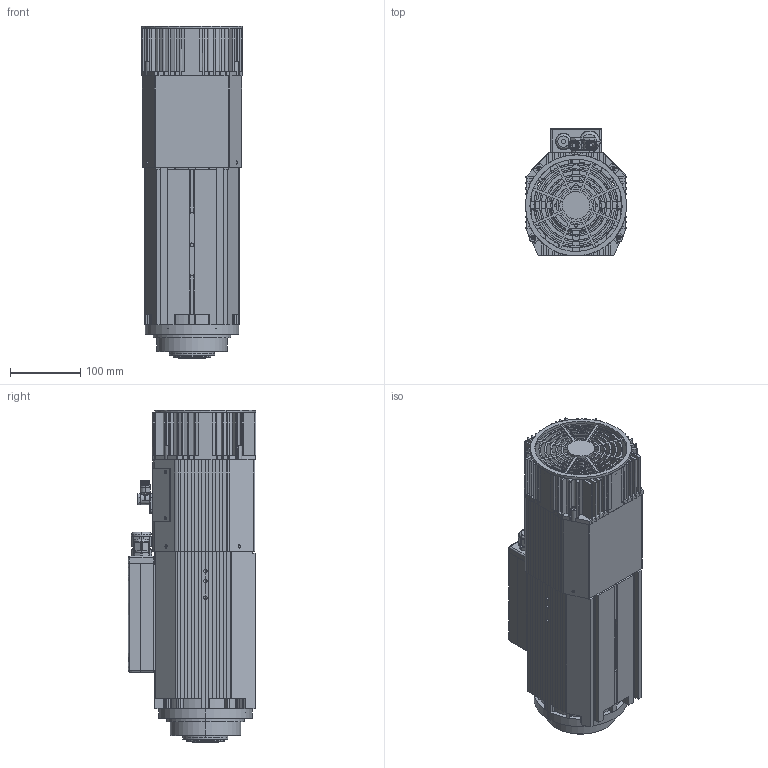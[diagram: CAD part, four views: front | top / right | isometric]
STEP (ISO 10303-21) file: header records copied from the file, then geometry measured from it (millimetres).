
FILE_DESCRIPTION (( 'STEP AP214' ), '1' );
FILE_NAME ('GDL70-30-24Z-9.0-4P Short nose-4.STEP', '2021-05-18T07:18:37', ( '萇齟' ), ( '' ), 'SwSTEP 2.0', 'SolidWorks 2018', '' );
FILE_SCHEMA (( 'AUTOMOTIVE_DESIGN' ));
Length unit declared in the file: millimetre
Products named in the file (18): 蟀諉极裔啣; 瑞欶裔.igs; xiaojiet; ァ郲釱; 粣1; ヶ裔; 躇猾裔; 堤盄碟-碟裔.igs; 堤盄碟-坶踡裔.step; 瑞欶极; GDL70-30-24Z-9.0-4P Short nose-4; 碟菁; Rc18ァ郲.igs; 偌聽; 瑞欶蟀諉极; dajietou; 儂褲; 傻粣儂裔
Assembly tree (18 placements, depth 2):
  GDL70-30-24Z-9.0-4P Short nose-4
    儂褲
    粣1
    躇猾裔
    ヶ裔
    ァ郲釱
    瑞欶蟀諉极
    蟀諉极裔啣
    瑞欶极
    瑞欶裔.igs
    堤盄碟-碟裔.igs
    Rc18ァ郲.igs  x2
    碟菁
    堤盄碟-坶踡裔.step
    xiaojiet
    dajietou
    偌聽
    傻粣儂裔
Bounding box: 143.32 x 181.75 x 472 mm (x, y, z)
Volume: 2166565.5 mm3; surface area: 947220.7 mm2
Topology: 18 solids, 18 shells, 2229 faces, 6108 edges, 3909 vertices
Faces by surface type: cylinder 784, plane 719, bspline 528, cone 170, torus 20, sphere 8
Entity records: 73337 total; most frequent: CARTESIAN_POINT 19293, ORIENTED_EDGE 11720, DIRECTION 9684, EDGE_CURVE 5860, VERTEX_POINT 3807, AXIS2_PLACEMENT_3D 3456, VECTOR 2772, LINE 2772
